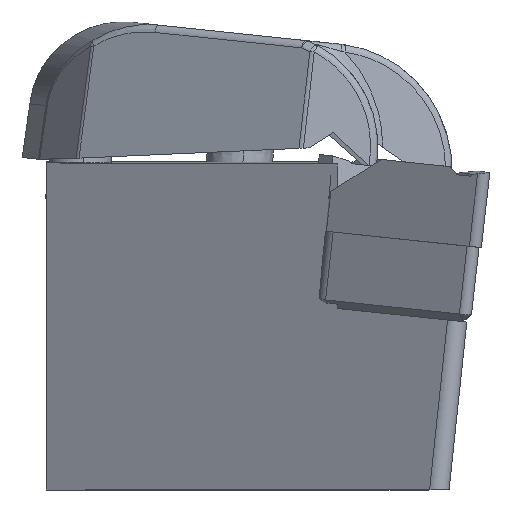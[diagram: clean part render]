
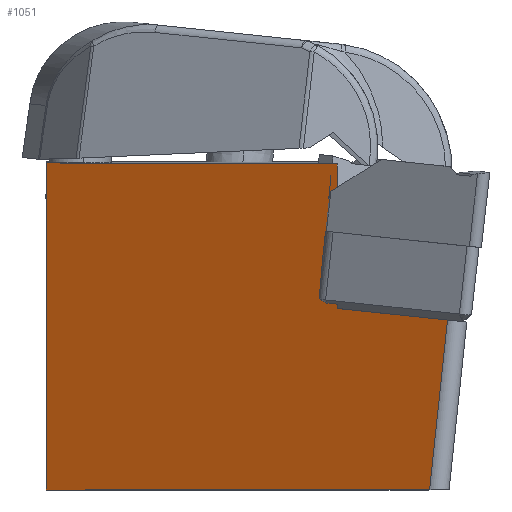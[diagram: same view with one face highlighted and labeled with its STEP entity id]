
A CAD part, left-side view. The second image highlights one B-rep face of the part: STEP entity #1051.
In plain terms, the highlighted planar face has unit normal (-0.848, 0.527, 0.055).
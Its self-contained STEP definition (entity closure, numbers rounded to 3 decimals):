
#2 = DIRECTION ( 'NONE',  ( -0.53, -0.844, -0.089 ) ) ;
#18 = EDGE_LOOP ( 'NONE', ( #6563, #5805, #1111, #6696, #5544, #2156, #7184, #5817, #5581, #2321, #4460, #6363 ) ) ;
#25 = VERTEX_POINT ( 'NONE', #1978 ) ;
#171 = CARTESIAN_POINT ( 'NONE',  ( 18.455, -21.237, 191.921 ) ) ;
#244 = DIRECTION ( 'NONE',  ( -0.065, 0., -0.998 ) ) ;
#302 = VECTOR ( 'NONE', #2, 1000. ) ;
#393 = CARTESIAN_POINT ( 'NONE',  ( 7.174, -18.359, -8.294 ) ) ;
#467 = LINE ( 'NONE', #4538, #7855 ) ;
#566 = DIRECTION ( 'NONE',  ( -0.53, -0.844, -0.089 ) ) ;
#663 = EDGE_CURVE ( 'NONE', #9684, #7755, #8290, .T. ) ;
#812 = LINE ( 'NONE', #1451, #2382 ) ;
#1051 = ADVANCED_FACE ( 'NONE', ( #4821 ), #3492, .F. ) ;
#1111 = ORIENTED_EDGE ( 'NONE', *, *, #6400, .T. ) ;
#1158 = CARTESIAN_POINT ( 'NONE',  ( 7.428, -18.423, -3.79 ) ) ;
#1188 = VERTEX_POINT ( 'NONE', #3741 ) ;
#1230 = EDGE_CURVE ( 'NONE', #1595, #5059, #3786, .T. ) ;
#1451 = CARTESIAN_POINT ( 'NONE',  ( 12.854, -7.983, -20. ) ) ;
#1513 = CARTESIAN_POINT ( 'NONE',  ( 7.945, -17.425, -5.366 ) ) ;
#1595 = VERTEX_POINT ( 'NONE', #7962 ) ;
#1749 = VERTEX_POINT ( 'NONE', #3692 ) ;
#1803 = CARTESIAN_POINT ( 'NONE',  ( 18.266, 0., -13.033 ) ) ;
#1978 = CARTESIAN_POINT ( 'NONE',  ( 7.945, -17.6, -3.703 ) ) ;
#1997 = DIRECTION ( 'NONE',  ( 0.848, -0.527, -0.055 ) ) ;
#2156 = ORIENTED_EDGE ( 'NONE', *, *, #2550, .T. ) ;
#2297 = CARTESIAN_POINT ( 'NONE',  ( 21.599, 4.145, -1.418 ) ) ;
#2321 = ORIENTED_EDGE ( 'NONE', *, *, #663, .T. ) ;
#2370 = LINE ( 'NONE', #2297, #302 ) ;
#2382 = VECTOR ( 'NONE', #9927, 1000. ) ;
#2388 = CARTESIAN_POINT ( 'NONE',  ( 7.945, -17.425, -5.366 ) ) ;
#2520 = DIRECTION ( 'NONE',  ( 0., -0.105, 0.995 ) ) ;
#2547 = VECTOR ( 'NONE', #566, 1000. ) ;
#2550 = EDGE_CURVE ( 'NONE', #1188, #4511, #812, .T. ) ;
#2612 = VECTOR ( 'NONE', #244, 1000. ) ;
#2754 = VECTOR ( 'NONE', #2520, 1000. ) ;
#2793 = VERTEX_POINT ( 'NONE', #8027 ) ;
#2958 = CARTESIAN_POINT ( 'NONE',  ( 13.82, -8.588, 0.565 ) ) ;
#2978 = CARTESIAN_POINT ( 'NONE',  ( 7.709, -17.507, -8.2 ) ) ;
#3055 = B_SPLINE_CURVE_WITH_KNOTS ( 'NONE', 3,
 ( #6070, #2978, #8462, #8503 ),
 .UNSPECIFIED., .F., .F.,
 ( 4, 4 ),
 ( 0., 0.001 ),
 .UNSPECIFIED. ) ;
#3149 = AXIS2_PLACEMENT_3D ( 'NONE', #5864, #1997, #4319 ) ;
#3206 = EDGE_CURVE ( 'NONE', #7755, #1595, #3055, .T. ) ;
#3492 = PLANE ( 'NONE',  #3149 ) ;
#3692 = CARTESIAN_POINT ( 'NONE',  ( 19.156, 0., 0.595 ) ) ;
#3741 = CARTESIAN_POINT ( 'NONE',  ( 17.811, 0., -20. ) ) ;
#3786 =( BOUNDED_CURVE ( )  B_SPLINE_CURVE ( 3, ( #5391, #7730, #7621, #1513 ),
 .UNSPECIFIED., .F., .T. ) 
 B_SPLINE_CURVE_WITH_KNOTS ( ( 4, 4 ),
 ( 3.782, 4.099 ),
 .UNSPECIFIED. ) 
 CURVE ( )  GEOMETRIC_REPRESENTATION_ITEM ( )  RATIONAL_B_SPLINE_CURVE ( ( 1., 0.992, 0.992, 1. ) ) 
 REPRESENTATION_ITEM ( '' )  );
#3945 = VECTOR ( 'NONE', #5797, 1000. ) ;
#4117 = DIRECTION ( 'NONE',  ( -0.056, 0.014, -0.998 ) ) ;
#4291 = CARTESIAN_POINT ( 'NONE',  ( 21.599, 4.614, -5.88 ) ) ;
#4300 = CARTESIAN_POINT ( 'NONE',  ( 2.81, -24.155, -20. ) ) ;
#4319 = DIRECTION ( 'NONE',  ( 0.528, 0.85, 0. ) ) ;
#4430 = EDGE_CURVE ( 'NONE', #1749, #1188, #5647, .T. ) ;
#4460 = ORIENTED_EDGE ( 'NONE', *, *, #3206, .T. ) ;
#4511 = VERTEX_POINT ( 'NONE', #4300 ) ;
#4538 = CARTESIAN_POINT ( 'NONE',  ( 22.826, -14.173, 191.677 ) ) ;
#4679 = VECTOR ( 'NONE', #4117, 1000. ) ;
#4821 = FACE_OUTER_BOUND ( 'NONE', #18, .T. ) ;
#4865 = EDGE_CURVE ( 'NONE', #2793, #4511, #8656, .T. ) ;
#5059 = VERTEX_POINT ( 'NONE', #2388 ) ;
#5318 = CARTESIAN_POINT ( 'NONE',  ( 7.158, -18.355, -8.569 ) ) ;
#5345 = DIRECTION ( 'NONE',  ( 0.079, 0.022, 0.997 ) ) ;
#5391 = CARTESIAN_POINT ( 'NONE',  ( 7.913, -17.204, -7.962 ) ) ;
#5544 = ORIENTED_EDGE ( 'NONE', *, *, #4430, .T. ) ;
#5581 = ORIENTED_EDGE ( 'NONE', *, *, #7103, .F. ) ;
#5647 = LINE ( 'NONE', #1803, #2612 ) ;
#5757 = LINE ( 'NONE', #171, #4679 ) ;
#5765 = DIRECTION ( 'NONE',  ( 0., 0.105, -0.995 ) ) ;
#5797 = DIRECTION ( 'NONE',  ( 0.53, 0.844, 0.089 ) ) ;
#5805 = ORIENTED_EDGE ( 'NONE', *, *, #8337, .T. ) ;
#5817 = ORIENTED_EDGE ( 'NONE', *, *, #6142, .F. ) ;
#5864 = CARTESIAN_POINT ( 'NONE',  ( 21.599, -16.164, 191.817 ) ) ;
#5948 = CARTESIAN_POINT ( 'NONE',  ( 21.599, 4.643, -6.152 ) ) ;
#6070 = CARTESIAN_POINT ( 'NONE',  ( 7.594, -17.69, -8.224 ) ) ;
#6142 = EDGE_CURVE ( 'NONE', #7297, #2793, #7156, .T. ) ;
#6363 = ORIENTED_EDGE ( 'NONE', *, *, #1230, .T. ) ;
#6400 = EDGE_CURVE ( 'NONE', #9908, #9455, #467, .T. ) ;
#6563 = ORIENTED_EDGE ( 'NONE', *, *, #9282, .T. ) ;
#6696 = ORIENTED_EDGE ( 'NONE', *, *, #8097, .F. ) ;
#7103 = EDGE_CURVE ( 'NONE', #9684, #7297, #5757, .T. ) ;
#7156 = LINE ( 'NONE', #5948, #2547 ) ;
#7184 = ORIENTED_EDGE ( 'NONE', *, *, #4865, .F. ) ;
#7297 = VERTEX_POINT ( 'NONE', #5318 ) ;
#7500 = DIRECTION ( 'NONE',  ( -0.528, -0.849, -0.003 ) ) ;
#7510 = CARTESIAN_POINT ( 'NONE',  ( 7.768, -18.329, 0.53 ) ) ;
#7621 = CARTESIAN_POINT ( 'NONE',  ( 7.945, -17.321, -6.358 ) ) ;
#7730 = CARTESIAN_POINT ( 'NONE',  ( 7.934, -17.246, -7.23 ) ) ;
#7755 = VERTEX_POINT ( 'NONE', #8401 ) ;
#7855 = VECTOR ( 'NONE', #5345, 1000. ) ;
#7962 = CARTESIAN_POINT ( 'NONE',  ( 7.913, -17.204, -7.962 ) ) ;
#8027 = CARTESIAN_POINT ( 'NONE',  ( 2.81, -25.28, -9.297 ) ) ;
#8097 = EDGE_CURVE ( 'NONE', #1749, #9455, #8539, .T. ) ;
#8290 = LINE ( 'NONE', #4291, #3945 ) ;
#8337 = EDGE_CURVE ( 'NONE', #25, #9908, #2370, .T. ) ;
#8401 = CARTESIAN_POINT ( 'NONE',  ( 7.594, -17.69, -8.224 ) ) ;
#8462 = CARTESIAN_POINT ( 'NONE',  ( 7.815, -17.347, -8.091 ) ) ;
#8503 = CARTESIAN_POINT ( 'NONE',  ( 7.913, -17.204, -7.962 ) ) ;
#8539 = LINE ( 'NONE', #2958, #9360 ) ;
#8656 = LINE ( 'NONE', #9609, #8989 ) ;
#8989 = VECTOR ( 'NONE', #5765, 1000. ) ;
#9282 = EDGE_CURVE ( 'NONE', #5059, #25, #9644, .T. ) ;
#9360 = VECTOR ( 'NONE', #7500, 1000. ) ;
#9434 = CARTESIAN_POINT ( 'NONE',  ( 7.945, -37.909, 189.531 ) ) ;
#9455 = VERTEX_POINT ( 'NONE', #7510 ) ;
#9609 = CARTESIAN_POINT ( 'NONE',  ( 2.81, -46.087, 188.672 ) ) ;
#9644 = LINE ( 'NONE', #9434, #2754 ) ;
#9684 = VERTEX_POINT ( 'NONE', #393 ) ;
#9908 = VERTEX_POINT ( 'NONE', #1158 ) ;
#9927 = DIRECTION ( 'NONE',  ( -0.528, -0.85, 0. ) ) ;
